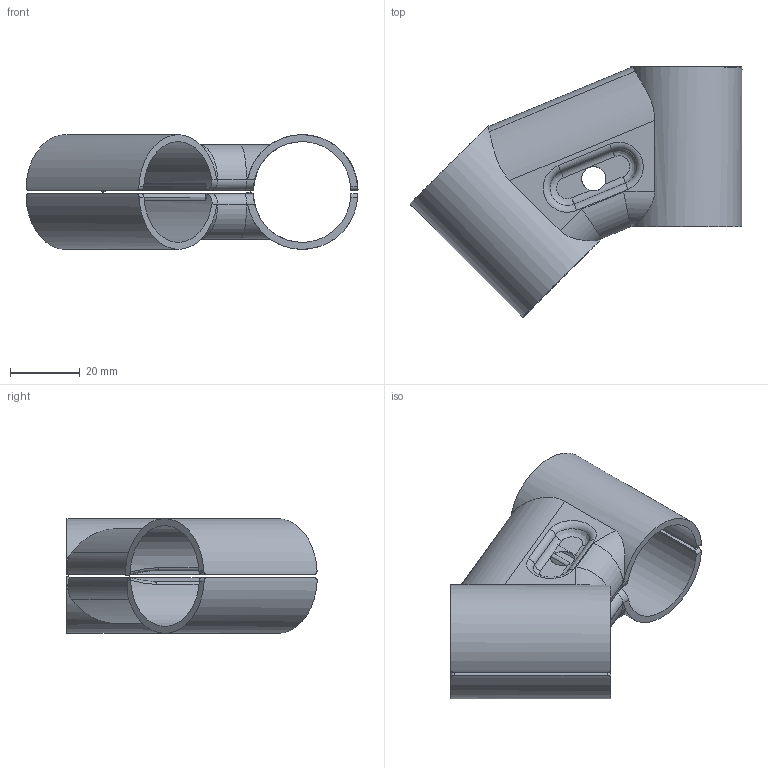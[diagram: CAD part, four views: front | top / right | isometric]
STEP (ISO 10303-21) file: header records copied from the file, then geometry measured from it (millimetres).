
FILE_DESCRIPTION((''),'2;1');
FILE_NAME('86111- poprawione.stp','2020-07-15T14:02:12',('trakoczy'),(''),'Autodesk Inventor 2013','Autodesk Inventor 2013','');
FILE_SCHEMA(('AUTOMOTIVE_DESIGN { 1 0 10303 214 1 1 1 1 }'));
Length unit declared in the file: millimetre
Products named in the file (2): 86111
Assembly tree (2 placements, depth 2):
  86111
    86111  x2
Bounding box: 95.53 x 72.05 x 33 mm (x, y, z)
Volume: 29887 mm3; surface area: 23475.7 mm2
Topology: 2 solids, 2 shells, 122 faces, 328 edges, 208 vertices
Faces by surface type: cylinder 62, plane 32, bspline 24, torus 4
Full cylindrical faces by diameter (mm): 7 x2
Entity records: 2689 total; most frequent: CARTESIAN_POINT 1201, ORIENTED_EDGE 328, DIRECTION 265, EDGE_CURVE 164, VERTEX_POINT 105, AXIS2_PLACEMENT_3D 103, EDGE_LOOP 63, FACE_OUTER_BOUND 61
